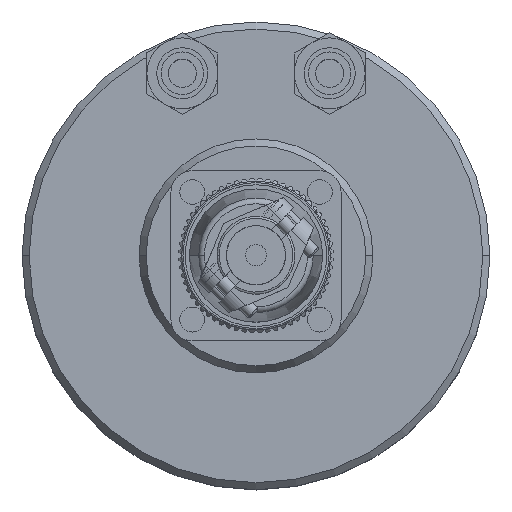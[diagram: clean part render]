
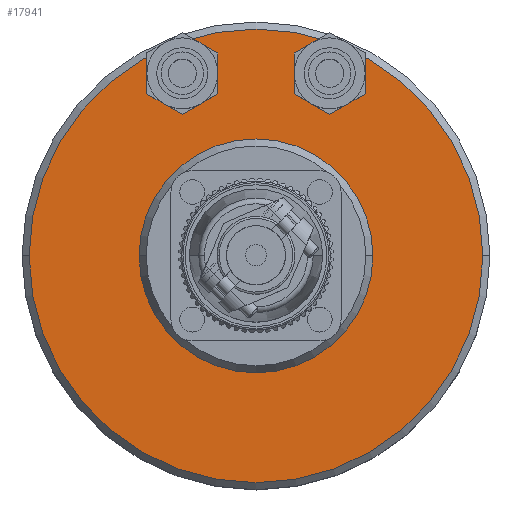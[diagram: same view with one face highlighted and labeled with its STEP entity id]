
A CAD part, top view. The second image highlights one B-rep face of the part: STEP entity #17941.
In plain terms, the highlighted planar face has unit normal (0, 0, 1).
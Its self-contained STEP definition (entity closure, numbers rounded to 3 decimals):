
#495 = EDGE_CURVE ( 'NONE', #33335, #16813, #12961, .T. ) ;
#972 = FACE_BOUND ( 'NONE', #20513, .T. ) ;
#1273 = EDGE_CURVE ( 'NONE', #2719, #34980, #5944, .T. ) ;
#1881 = DIRECTION ( 'NONE',  ( 1., 0., 0. ) ) ;
#2082 = AXIS2_PLACEMENT_3D ( 'NONE', #28597, #11346, #10961 ) ;
#2116 = AXIS2_PLACEMENT_3D ( 'NONE', #30332, #6338, #32790 ) ;
#2695 = CARTESIAN_POINT ( 'NONE',  ( -6.995, 25.729, 19.5 ) ) ;
#2719 = VERTEX_POINT ( 'NONE', #9168 ) ;
#3061 = VERTEX_POINT ( 'NONE', #32093 ) ;
#3175 = CARTESIAN_POINT ( 'NONE',  ( -32., 0., 19.5 ) ) ;
#3417 = CIRCLE ( 'NONE', #26251, 3.4 ) ;
#3724 = AXIS2_PLACEMENT_3D ( 'NONE', #22685, #37406, #25651 ) ;
#5944 = CIRCLE ( 'NONE', #2116, 16.5 ) ;
#6338 = DIRECTION ( 'NONE',  ( 0., 0., 1. ) ) ;
#6472 = ORIENTED_EDGE ( 'NONE', *, *, #30897, .F. ) ;
#6967 = EDGE_CURVE ( 'NONE', #16040, #28824, #12202, .T. ) ;
#6969 = EDGE_CURVE ( 'NONE', #28824, #16040, #28811, .T. ) ;
#7074 = AXIS2_PLACEMENT_3D ( 'NONE', #16598, #25515, #1881 ) ;
#8044 = CARTESIAN_POINT ( 'NONE',  ( 0., 0., 19.5 ) ) ;
#8163 = DIRECTION ( 'NONE',  ( 1., 0., 0. ) ) ;
#8479 = CARTESIAN_POINT ( 'NONE',  ( -10.395, 25.729, 19.5 ) ) ;
#9168 = CARTESIAN_POINT ( 'NONE',  ( -16.5, 0., 19.5 ) ) ;
#9718 = CIRCLE ( 'NONE', #24610, 3.4 ) ;
#10961 = DIRECTION ( 'NONE',  ( 1., 0., 0. ) ) ;
#11346 = DIRECTION ( 'NONE',  ( 0., 0., 1. ) ) ;
#11769 = ORIENTED_EDGE ( 'NONE', *, *, #6967, .F. ) ;
#12062 = FACE_BOUND ( 'NONE', #16443, .T. ) ;
#12202 = CIRCLE ( 'NONE', #20233, 32. ) ;
#12961 = CIRCLE ( 'NONE', #7074, 3.4 ) ;
#13899 = ORIENTED_EDGE ( 'NONE', *, *, #6969, .F. ) ;
#15753 = EDGE_CURVE ( 'NONE', #16813, #33335, #3417, .T. ) ;
#16040 = VERTEX_POINT ( 'NONE', #19617 ) ;
#16443 = EDGE_LOOP ( 'NONE', ( #35383, #6472 ) ) ;
#16469 = CARTESIAN_POINT ( 'NONE',  ( -10.395, 25.729, 19.5 ) ) ;
#16598 = CARTESIAN_POINT ( 'NONE',  ( 10.395, 25.729, 19.5 ) ) ;
#16757 = CARTESIAN_POINT ( 'NONE',  ( 13.795, 25.729, 19.5 ) ) ;
#16813 = VERTEX_POINT ( 'NONE', #24855 ) ;
#17941 = ADVANCED_FACE ( 'NONE', ( #18042, #12062, #972, #18977 ), #32023, .T. ) ;
#18042 = FACE_BOUND ( 'NONE', #28558, .T. ) ;
#18977 = FACE_OUTER_BOUND ( 'NONE', #20585, .T. ) ;
#19617 = CARTESIAN_POINT ( 'NONE',  ( 32., 0., 19.5 ) ) ;
#19879 = AXIS2_PLACEMENT_3D ( 'NONE', #16469, #34011, #37383 ) ;
#20233 = AXIS2_PLACEMENT_3D ( 'NONE', #36883, #22812, #22935 ) ;
#20513 = EDGE_LOOP ( 'NONE', ( #35677, #29330 ) ) ;
#20585 = EDGE_LOOP ( 'NONE', ( #13899, #11769 ) ) ;
#20937 = ORIENTED_EDGE ( 'NONE', *, *, #37340, .F. ) ;
#22685 = CARTESIAN_POINT ( 'NONE',  ( 0., 0., 19.5 ) ) ;
#22812 = DIRECTION ( 'NONE',  ( 0., 0., -1. ) ) ;
#22935 = DIRECTION ( 'NONE',  ( -1., 0., 0. ) ) ;
#23108 = EDGE_CURVE ( 'NONE', #29861, #3061, #9718, .T. ) ;
#23172 = DIRECTION ( 'NONE',  ( 0., 0., 1. ) ) ;
#23925 = CIRCLE ( 'NONE', #2082, 16.5 ) ;
#24610 = AXIS2_PLACEMENT_3D ( 'NONE', #8479, #23172, #28843 ) ;
#24855 = CARTESIAN_POINT ( 'NONE',  ( 6.995, 25.729, 19.5 ) ) ;
#25515 = DIRECTION ( 'NONE',  ( 0., 0., 1. ) ) ;
#25651 = DIRECTION ( 'NONE',  ( -1., 0., 0. ) ) ;
#25688 = DIRECTION ( 'NONE',  ( 0., 0., 1. ) ) ;
#25920 = CARTESIAN_POINT ( 'NONE',  ( 16.5, 0., 19.5 ) ) ;
#26251 = AXIS2_PLACEMENT_3D ( 'NONE', #38095, #35010, #32438 ) ;
#28558 = EDGE_LOOP ( 'NONE', ( #36987, #20937 ) ) ;
#28597 = CARTESIAN_POINT ( 'NONE',  ( 0., 0., 19.5 ) ) ;
#28811 = CIRCLE ( 'NONE', #3724, 32. ) ;
#28824 = VERTEX_POINT ( 'NONE', #3175 ) ;
#28843 = DIRECTION ( 'NONE',  ( 1., 0., 0. ) ) ;
#29330 = ORIENTED_EDGE ( 'NONE', *, *, #15753, .F. ) ;
#29861 = VERTEX_POINT ( 'NONE', #2695 ) ;
#30332 = CARTESIAN_POINT ( 'NONE',  ( 0., 0., 19.5 ) ) ;
#30384 = CIRCLE ( 'NONE', #19879, 3.4 ) ;
#30897 = EDGE_CURVE ( 'NONE', #3061, #29861, #30384, .T. ) ;
#32023 = PLANE ( 'NONE',  #32548 ) ;
#32093 = CARTESIAN_POINT ( 'NONE',  ( -13.795, 25.729, 19.5 ) ) ;
#32438 = DIRECTION ( 'NONE',  ( 1., 0., 0. ) ) ;
#32548 = AXIS2_PLACEMENT_3D ( 'NONE', #8044, #25688, #8163 ) ;
#32790 = DIRECTION ( 'NONE',  ( 1., 0., 0. ) ) ;
#33335 = VERTEX_POINT ( 'NONE', #16757 ) ;
#34011 = DIRECTION ( 'NONE',  ( 0., 0., 1. ) ) ;
#34980 = VERTEX_POINT ( 'NONE', #25920 ) ;
#35010 = DIRECTION ( 'NONE',  ( 0., 0., 1. ) ) ;
#35383 = ORIENTED_EDGE ( 'NONE', *, *, #23108, .F. ) ;
#35677 = ORIENTED_EDGE ( 'NONE', *, *, #495, .F. ) ;
#36883 = CARTESIAN_POINT ( 'NONE',  ( 0., 0., 19.5 ) ) ;
#36987 = ORIENTED_EDGE ( 'NONE', *, *, #1273, .F. ) ;
#37340 = EDGE_CURVE ( 'NONE', #34980, #2719, #23925, .T. ) ;
#37383 = DIRECTION ( 'NONE',  ( 1., 0., 0. ) ) ;
#37406 = DIRECTION ( 'NONE',  ( 0., 0., -1. ) ) ;
#38095 = CARTESIAN_POINT ( 'NONE',  ( 10.395, 25.729, 19.5 ) ) ;
